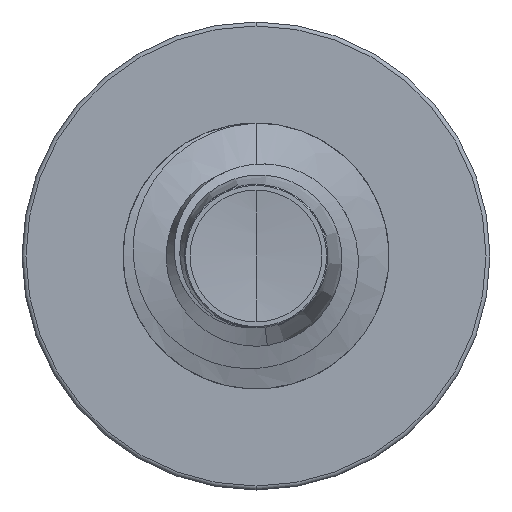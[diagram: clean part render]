
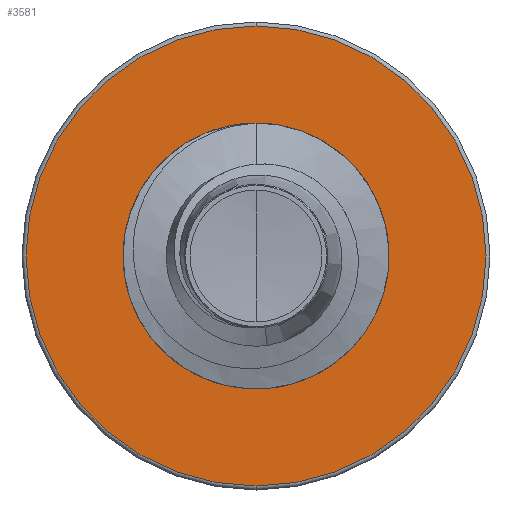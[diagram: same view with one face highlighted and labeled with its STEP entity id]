
A CAD part, front view. The second image highlights one B-rep face of the part: STEP entity #3581.
In plain terms, the highlighted planar face has unit normal (0, -1, 0).
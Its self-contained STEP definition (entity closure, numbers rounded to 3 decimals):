
#607 = AXIS2_PLACEMENT_3D ( 'NONE', #9974, #9972, #9943 ) ;
#3025 = AXIS2_PLACEMENT_3D ( 'NONE', #14587, #14632, #14578 ) ;
#3581 = ADVANCED_FACE ( 'NONE', ( #6240, #6651 ), #14598, .F. ) ;
#4768 = AXIS2_PLACEMENT_3D ( 'NONE', #9915, #9897, #9880 ) ;
#4949 = CARTESIAN_POINT ( 'NONE',  ( 0., 9., -4.325 ) ) ;
#5216 = DIRECTION ( 'NONE',  ( 0., 0., 1. ) ) ;
#5235 = DIRECTION ( 'NONE',  ( 0., 1., 0. ) ) ;
#5263 = CARTESIAN_POINT ( 'NONE',  ( 0., 9., 2.415 ) ) ;
#5286 = CARTESIAN_POINT ( 'NONE',  ( 0., 9., 0. ) ) ;
#5829 = VERTEX_POINT ( 'NONE', #4949 ) ;
#6210 = CIRCLE ( 'NONE', #607, 2.415 ) ;
#6240 = FACE_OUTER_BOUND ( 'NONE', #9585, .T. ) ;
#6651 = FACE_BOUND ( 'NONE', #10357, .T. ) ;
#7237 = ORIENTED_EDGE ( 'NONE', *, *, #10664, .F. ) ;
#7311 = ORIENTED_EDGE ( 'NONE', *, *, #11427, .T. ) ;
#7361 = CIRCLE ( 'NONE', #14065, 4.325 ) ;
#7850 = CARTESIAN_POINT ( 'NONE',  ( 0., 9., 4.325 ) ) ;
#8594 = ORIENTED_EDGE ( 'NONE', *, *, #11661, .F. ) ;
#9585 = EDGE_LOOP ( 'NONE', ( #7237, #8594 ) ) ;
#9684 = CIRCLE ( 'NONE', #13262, 2.415 ) ;
#9774 = DIRECTION ( 'NONE',  ( 0., 0., 1. ) ) ;
#9779 = DIRECTION ( 'NONE',  ( 0., 1., 0. ) ) ;
#9880 = DIRECTION ( 'NONE',  ( 0., 0., 1. ) ) ;
#9897 = DIRECTION ( 'NONE',  ( 0., 1., 0. ) ) ;
#9915 = CARTESIAN_POINT ( 'NONE',  ( 0., 9., 0. ) ) ;
#9943 = DIRECTION ( 'NONE',  ( 0., 0., 1. ) ) ;
#9953 = CARTESIAN_POINT ( 'NONE',  ( 0., 9., 0. ) ) ;
#9972 = DIRECTION ( 'NONE',  ( 0., 1., 0. ) ) ;
#9974 = CARTESIAN_POINT ( 'NONE',  ( 0., 9., 0. ) ) ;
#10348 = CARTESIAN_POINT ( 'NONE',  ( 0., 9., -2.415 ) ) ;
#10357 = EDGE_LOOP ( 'NONE', ( #7311, #13636 ) ) ;
#10660 = EDGE_CURVE ( 'NONE', #13486, #11821, #6210, .T. ) ;
#10664 = EDGE_CURVE ( 'NONE', #12282, #5829, #14101, .T. ) ;
#11427 = EDGE_CURVE ( 'NONE', #11821, #13486, #9684, .T. ) ;
#11661 = EDGE_CURVE ( 'NONE', #5829, #12282, #7361, .T. ) ;
#11821 = VERTEX_POINT ( 'NONE', #5263 ) ;
#12282 = VERTEX_POINT ( 'NONE', #7850 ) ;
#13262 = AXIS2_PLACEMENT_3D ( 'NONE', #5286, #5235, #5216 ) ;
#13486 = VERTEX_POINT ( 'NONE', #10348 ) ;
#13636 = ORIENTED_EDGE ( 'NONE', *, *, #10660, .T. ) ;
#14065 = AXIS2_PLACEMENT_3D ( 'NONE', #9953, #9779, #9774 ) ;
#14101 = CIRCLE ( 'NONE', #4768, 4.325 ) ;
#14578 = DIRECTION ( 'NONE',  ( 0., 0., 1. ) ) ;
#14587 = CARTESIAN_POINT ( 'NONE',  ( 0., 9., -2.415 ) ) ;
#14598 = PLANE ( 'NONE',  #3025 ) ;
#14632 = DIRECTION ( 'NONE',  ( 0., 1., 0. ) ) ;
